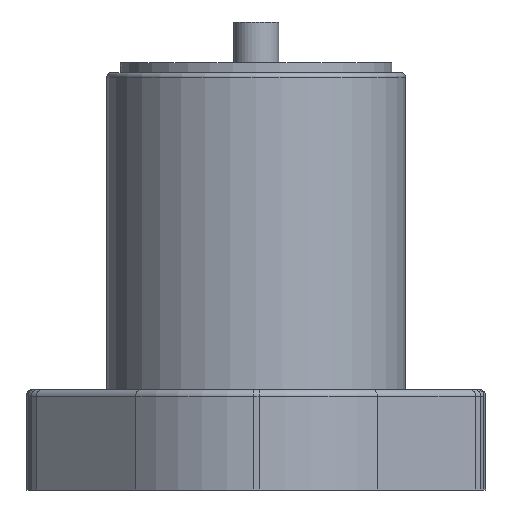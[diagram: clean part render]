
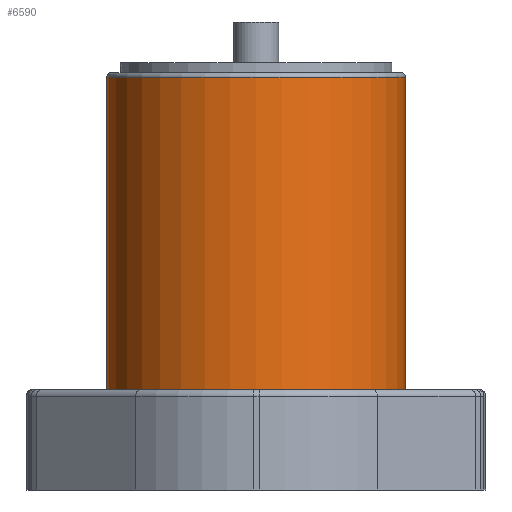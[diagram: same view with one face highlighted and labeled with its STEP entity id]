
A CAD part, front view. The second image highlights one B-rep face of the part: STEP entity #6590.
In plain terms, the highlighted cylindrical face has radius 16.5 mm (diameter 33 mm), a full revolution.
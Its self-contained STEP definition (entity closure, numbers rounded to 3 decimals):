
#455=LINE('',#9390,#961);
#961=VECTOR('',#7586,16.5);
#1416=CYLINDRICAL_SURFACE('',#7021,16.5);
#1498=FACE_OUTER_BOUND('',#1885,.T.);
#1885=EDGE_LOOP('',(#4686,#4687,#4688,#4689,#4690));
#2266=CIRCLE('',#7007,16.5);
#2269=CIRCLE('',#7015,16.5);
#2272=CIRCLE('',#7018,16.5);
#2843=VERTEX_POINT('',#9356);
#2850=VERTEX_POINT('',#9379);
#2851=VERTEX_POINT('',#9380);
#3559=EDGE_CURVE('',#2843,#2843,#2266,.T.);
#3570=EDGE_CURVE('',#2850,#2851,#2269,.T.);
#3573=EDGE_CURVE('',#2851,#2850,#2272,.T.);
#3575=EDGE_CURVE('',#2850,#2843,#455,.T.);
#4686=ORIENTED_EDGE('',*,*,#3570,.F.);
#4687=ORIENTED_EDGE('',*,*,#3575,.T.);
#4688=ORIENTED_EDGE('',*,*,#3559,.F.);
#4689=ORIENTED_EDGE('',*,*,#3575,.F.);
#4690=ORIENTED_EDGE('',*,*,#3573,.F.);
#6590=ADVANCED_FACE('',(#1498),#1416,.T.);
#7007=AXIS2_PLACEMENT_3D('',#9357,#7548,#7549);
#7015=AXIS2_PLACEMENT_3D('',#9381,#7572,#7573);
#7018=AXIS2_PLACEMENT_3D('',#9385,#7578,#7579);
#7021=AXIS2_PLACEMENT_3D('',#9389,#7584,#7585);
#7548=DIRECTION('center_axis',(0.,0.,-1.));
#7549=DIRECTION('ref_axis',(1.,0.,0.));
#7572=DIRECTION('center_axis',(0.,0.,1.));
#7573=DIRECTION('ref_axis',(1.,0.,0.));
#7578=DIRECTION('center_axis',(0.,0.,1.));
#7579=DIRECTION('ref_axis',(1.,0.,0.));
#7584=DIRECTION('center_axis',(0.,0.,1.));
#7585=DIRECTION('ref_axis',(1.,0.,0.));
#7586=DIRECTION('',(0.,0.,-1.));
#9356=CARTESIAN_POINT('',(-16.5,0.,100.));
#9357=CARTESIAN_POINT('Origin',(0.,0.,100.));
#9379=CARTESIAN_POINT('',(-16.5,0.,134.5));
#9380=CARTESIAN_POINT('',(16.5,0.,134.5));
#9381=CARTESIAN_POINT('Origin',(0.,0.,134.5));
#9385=CARTESIAN_POINT('Origin',(0.,0.,134.5));
#9389=CARTESIAN_POINT('Origin',(0.,0.,117.5));
#9390=CARTESIAN_POINT('',(-16.5,0.,117.5));
